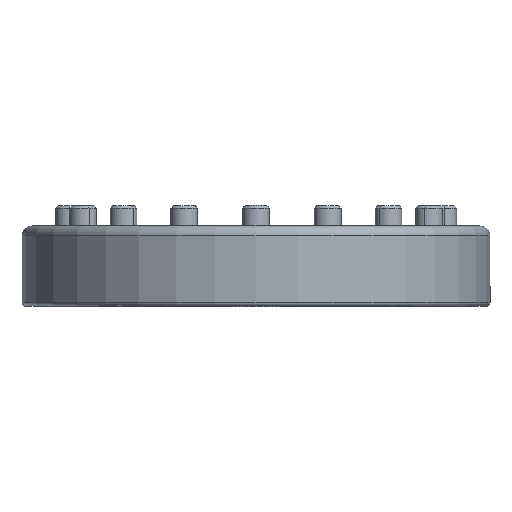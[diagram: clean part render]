
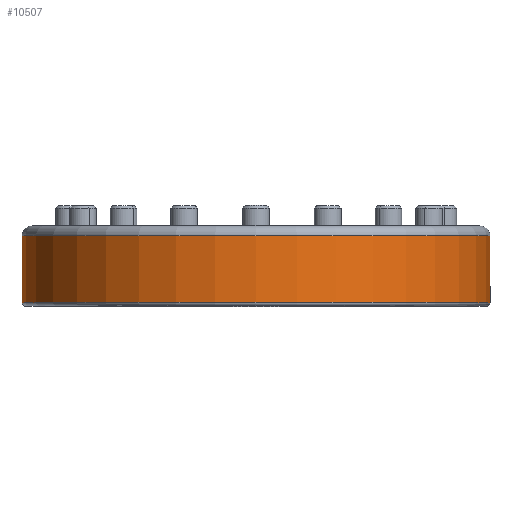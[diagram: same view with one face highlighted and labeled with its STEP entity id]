
A CAD part, top view. The second image highlights one B-rep face of the part: STEP entity #10507.
In plain terms, the highlighted cylindrical face has radius 35 mm (diameter 70 mm), a partial arc.
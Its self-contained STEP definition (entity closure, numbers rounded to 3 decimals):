
#137 = DIRECTION ( 'NONE',  ( 0., 1., 0. ) ) ;
#775 = DIRECTION ( 'NONE',  ( -1., 0., 0. ) ) ;
#1062 = CARTESIAN_POINT ( 'NONE',  ( -35., -4., 0. ) ) ;
#1257 = CIRCLE ( 'NONE', #8527, 35. ) ;
#1264 = AXIS2_PLACEMENT_3D ( 'NONE', #4954, #10440, #11349 ) ;
#1725 = EDGE_CURVE ( 'NONE', #8563, #7139, #8478, .T. ) ;
#1857 = CYLINDRICAL_SURFACE ( 'NONE', #1264, 35. ) ;
#2061 = CARTESIAN_POINT ( 'NONE',  ( 0., -1.5, 0. ) ) ;
#2166 = ORIENTED_EDGE ( 'NONE', *, *, #11457, .F. ) ;
#2532 = DIRECTION ( 'NONE',  ( 0., 1., 0. ) ) ;
#2981 = DIRECTION ( 'NONE',  ( -1., 0., 0. ) ) ;
#3138 = CARTESIAN_POINT ( 'NONE',  ( 35., -1.5, 0. ) ) ;
#3348 = VECTOR ( 'NONE', #137, 1000. ) ;
#4388 = LINE ( 'NONE', #8910, #8989 ) ;
#4951 = CIRCLE ( 'NONE', #6972, 35. ) ;
#4954 = CARTESIAN_POINT ( 'NONE',  ( 0., -4., 0. ) ) ;
#5076 = EDGE_CURVE ( 'NONE', #9192, #8300, #4388, .T. ) ;
#5491 = EDGE_LOOP ( 'NONE', ( #10587, #6493, #2166, #10980 ) ) ;
#5837 = CARTESIAN_POINT ( 'NONE',  ( -35., -1.5, 0. ) ) ;
#6202 = DIRECTION ( 'NONE',  ( 0., 1., 0. ) ) ;
#6493 = ORIENTED_EDGE ( 'NONE', *, *, #5076, .T. ) ;
#6649 = FACE_OUTER_BOUND ( 'NONE', #5491, .T. ) ;
#6972 = AXIS2_PLACEMENT_3D ( 'NONE', #11684, #6202, #775 ) ;
#7139 = VERTEX_POINT ( 'NONE', #5837 ) ;
#8300 = VERTEX_POINT ( 'NONE', #3138 ) ;
#8439 = DIRECTION ( 'NONE',  ( 0., 1., 0. ) ) ;
#8478 = LINE ( 'NONE', #1062, #3348 ) ;
#8527 = AXIS2_PLACEMENT_3D ( 'NONE', #2061, #8439, #2981 ) ;
#8563 = VERTEX_POINT ( 'NONE', #9907 ) ;
#8910 = CARTESIAN_POINT ( 'NONE',  ( 35., -4., 0. ) ) ;
#8989 = VECTOR ( 'NONE', #2532, 1000. ) ;
#9192 = VERTEX_POINT ( 'NONE', #10754 ) ;
#9907 = CARTESIAN_POINT ( 'NONE',  ( -35., -11.5, 0. ) ) ;
#10440 = DIRECTION ( 'NONE',  ( 0., 1., 0. ) ) ;
#10507 = ADVANCED_FACE ( 'NONE', ( #6649 ), #1857, .T. ) ;
#10587 = ORIENTED_EDGE ( 'NONE', *, *, #10694, .T. ) ;
#10694 = EDGE_CURVE ( 'NONE', #8563, #9192, #4951, .T. ) ;
#10754 = CARTESIAN_POINT ( 'NONE',  ( 35., -11.5, 0. ) ) ;
#10980 = ORIENTED_EDGE ( 'NONE', *, *, #1725, .F. ) ;
#11349 = DIRECTION ( 'NONE',  ( -1., 0., 0. ) ) ;
#11457 = EDGE_CURVE ( 'NONE', #7139, #8300, #1257, .T. ) ;
#11684 = CARTESIAN_POINT ( 'NONE',  ( 0., -11.5, 0. ) ) ;
